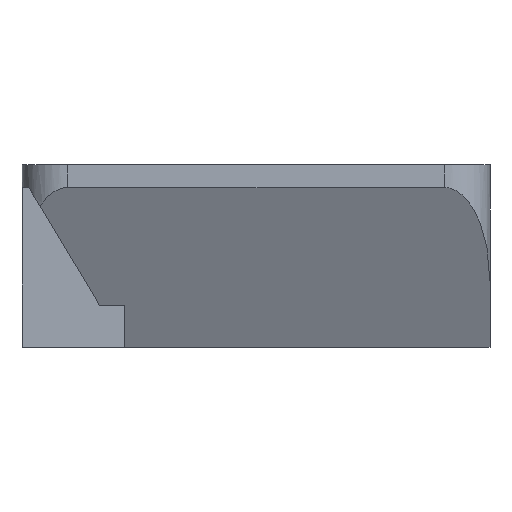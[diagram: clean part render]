
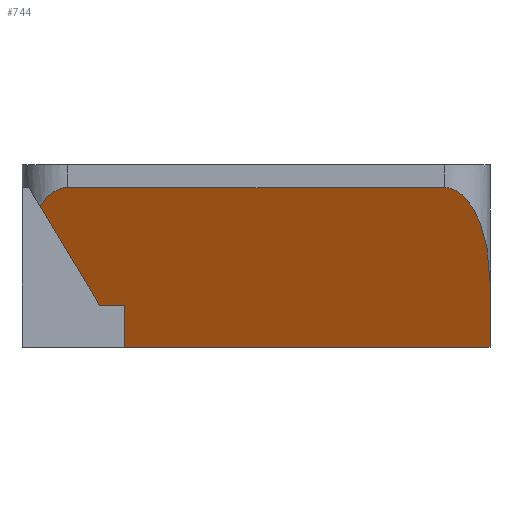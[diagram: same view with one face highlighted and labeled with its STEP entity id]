
A CAD part, left-side view. The second image highlights one B-rep face of the part: STEP entity #744.
In plain terms, the highlighted planar face has unit normal (-0.899, 0, -0.437).
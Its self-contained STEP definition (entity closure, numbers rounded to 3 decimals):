
#2 = DIRECTION ( 'NONE',  ( 0.384, -0.475, -0.792 ) ) ;
#55 = LINE ( 'NONE', #1256, #1254 ) ;
#67 = ORIENTED_EDGE ( 'NONE', *, *, #510, .F. ) ;
#68 = CARTESIAN_POINT ( 'NONE',  ( -4.392, 0., -2.133 ) ) ;
#107 = CARTESIAN_POINT ( 'NONE',  ( -15., 21.324, 19.706 ) ) ;
#138 = ORIENTED_EDGE ( 'NONE', *, *, #1962, .F. ) ;
#334 = VERTEX_POINT ( 'NONE', #553 ) ;
#408 = CARTESIAN_POINT ( 'NONE',  ( -20., 24.976, 30. ) ) ;
#420 = CARTESIAN_POINT ( 'NONE',  ( -19.195, 26.506, 28.344 ) ) ;
#429 = PLANE ( 'NONE',  #1901 ) ;
#447 =( BOUNDED_CURVE ( )  B_SPLINE_CURVE ( 3, ( #1686, #408, #453, #420 ),
 .UNSPECIFIED., .F., .F. ) 
 B_SPLINE_CURVE_WITH_KNOTS ( ( 4, 4 ),
 ( 0., 0.645 ),
 .UNSPECIFIED. ) 
 CURVE ( )  GEOMETRIC_REPRESENTATION_ITEM ( )  RATIONAL_B_SPLINE_CURVE ( ( 1., 0.966, 0.966, 1. ) ) 
 REPRESENTATION_ITEM ( '' )  );
#453 = CARTESIAN_POINT ( 'NONE',  ( -19.722, 25.806, 29.428 ) ) ;
#466 = LINE ( 'NONE', #1159, #881 ) ;
#500 = CARTESIAN_POINT ( 'NONE',  ( -15., 0., 19.706 ) ) ;
#510 = EDGE_CURVE ( 'NONE', #1549, #1755, #716, .T. ) ;
#517 = CARTESIAN_POINT ( 'NONE',  ( -19.195, 26.506, 28.344 ) ) ;
#546 = VERTEX_POINT ( 'NONE', #517 ) ;
#553 = CARTESIAN_POINT ( 'NONE',  ( -13.2, -12.9, 16. ) ) ;
#599 = CARTESIAN_POINT ( 'NONE',  ( -15., 19.1, 19.706 ) ) ;
#716 = LINE ( 'NONE', #1766, #2160 ) ;
#744 = ADVANCED_FACE ( 'NONE', ( #1854 ), #429, .F. ) ;
#789 = CARTESIAN_POINT ( 'NONE',  ( -20., 27.5, 30. ) ) ;
#815 = LINE ( 'NONE', #789, #2020 ) ;
#845 = EDGE_CURVE ( 'NONE', #858, #334, #466, .T. ) ;
#858 = VERTEX_POINT ( 'NONE', #1917 ) ;
#881 = VECTOR ( 'NONE', #1885, 1000. ) ;
#927 =( BOUNDED_CURVE ( )  B_SPLINE_CURVE ( 3, ( #1308, #1883, #1320, #2045 ),
 .UNSPECIFIED., .F., .T. ) 
 B_SPLINE_CURVE_WITH_KNOTS ( ( 4, 4 ),
 ( 1.571, 3.142 ),
 .UNSPECIFIED. ) 
 CURVE ( )  GEOMETRIC_REPRESENTATION_ITEM ( )  RATIONAL_B_SPLINE_CURVE ( ( 1., 0.805, 0.805, 1. ) ) 
 REPRESENTATION_ITEM ( '' )  );
#1090 = DIRECTION ( 'NONE',  ( 0., 1., 0. ) ) ;
#1093 = DIRECTION ( 'NONE',  ( 0.9, 0., 0.437 ) ) ;
#1106 = CARTESIAN_POINT ( 'NONE',  ( -20., -8.9, 30. ) ) ;
#1126 = ORIENTED_EDGE ( 'NONE', *, *, #2144, .F. ) ;
#1147 = ORIENTED_EDGE ( 'NONE', *, *, #845, .F. ) ;
#1159 = CARTESIAN_POINT ( 'NONE',  ( -20., -12.9, 30. ) ) ;
#1167 = CARTESIAN_POINT ( 'NONE',  ( -20., 27.5, 30. ) ) ;
#1215 = DIRECTION ( 'NONE',  ( -0.437, 0., 0.9 ) ) ;
#1254 = VECTOR ( 'NONE', #1090, 1000. ) ;
#1256 = CARTESIAN_POINT ( 'NONE',  ( -13.2, -12.9, 16. ) ) ;
#1257 = EDGE_LOOP ( 'NONE', ( #1126, #1905, #1685, #2176, #67, #138, #1147, #2151 ) ) ;
#1268 = VERTEX_POINT ( 'NONE', #2288 ) ;
#1271 = EDGE_CURVE ( 'NONE', #546, #1388, #1746, .T. ) ;
#1308 = CARTESIAN_POINT ( 'NONE',  ( -16., -12.9, 21.765 ) ) ;
#1320 = CARTESIAN_POINT ( 'NONE',  ( -20., -11.243, 30. ) ) ;
#1348 = LINE ( 'NONE', #500, #2092 ) ;
#1368 = VERTEX_POINT ( 'NONE', #1106 ) ;
#1388 = VERTEX_POINT ( 'NONE', #107 ) ;
#1451 = EDGE_CURVE ( 'NONE', #1388, #1755, #1348, .T. ) ;
#1464 = DIRECTION ( 'NONE',  ( 0.437, 0., -0.9 ) ) ;
#1525 = DIRECTION ( 'NONE',  ( 0., -1., 0. ) ) ;
#1549 = VERTEX_POINT ( 'NONE', #1710 ) ;
#1685 = ORIENTED_EDGE ( 'NONE', *, *, #1271, .T. ) ;
#1686 = CARTESIAN_POINT ( 'NONE',  ( -20., 24.1, 30. ) ) ;
#1710 = CARTESIAN_POINT ( 'NONE',  ( -13.2, 19.1, 16. ) ) ;
#1746 = LINE ( 'NONE', #1167, #1823 ) ;
#1755 = VERTEX_POINT ( 'NONE', #599 ) ;
#1766 = CARTESIAN_POINT ( 'NONE',  ( -13.319, 19.1, 16.245 ) ) ;
#1823 = VECTOR ( 'NONE', #2, 1000. ) ;
#1834 = EDGE_CURVE ( 'NONE', #1268, #546, #447, .T. ) ;
#1854 = FACE_OUTER_BOUND ( 'NONE', #1257, .T. ) ;
#1883 = CARTESIAN_POINT ( 'NONE',  ( -18.343, -12.9, 26.589 ) ) ;
#1885 = DIRECTION ( 'NONE',  ( 0.437, 0., -0.9 ) ) ;
#1901 = AXIS2_PLACEMENT_3D ( 'NONE', #68, #1093, #1464 ) ;
#1905 = ORIENTED_EDGE ( 'NONE', *, *, #1834, .T. ) ;
#1917 = CARTESIAN_POINT ( 'NONE',  ( -16., -12.9, 21.765 ) ) ;
#1962 = EDGE_CURVE ( 'NONE', #334, #1549, #55, .T. ) ;
#2020 = VECTOR ( 'NONE', #1525, 1000. ) ;
#2045 = CARTESIAN_POINT ( 'NONE',  ( -20., -8.9, 30. ) ) ;
#2092 = VECTOR ( 'NONE', #2241, 1000. ) ;
#2097 = EDGE_CURVE ( 'NONE', #858, #1368, #927, .T. ) ;
#2144 = EDGE_CURVE ( 'NONE', #1268, #1368, #815, .T. ) ;
#2151 = ORIENTED_EDGE ( 'NONE', *, *, #2097, .T. ) ;
#2160 = VECTOR ( 'NONE', #1215, 1000. ) ;
#2176 = ORIENTED_EDGE ( 'NONE', *, *, #1451, .T. ) ;
#2241 = DIRECTION ( 'NONE',  ( 0., -1., 0. ) ) ;
#2288 = CARTESIAN_POINT ( 'NONE',  ( -20., 24.1, 30. ) ) ;
